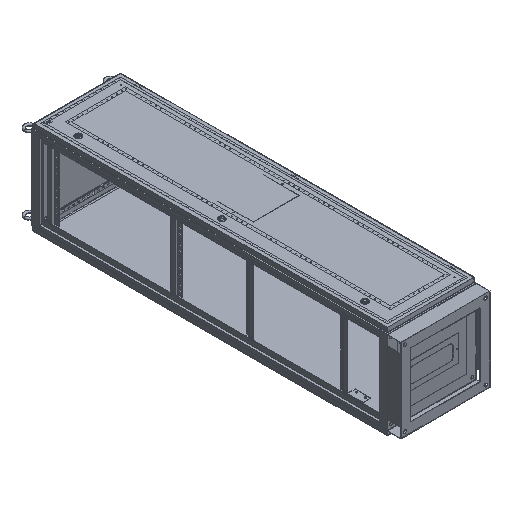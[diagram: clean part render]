
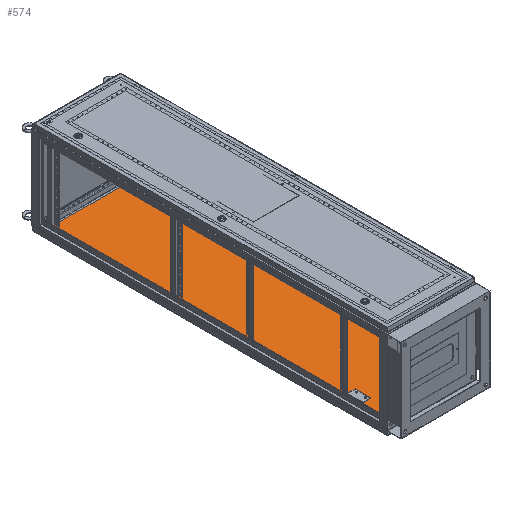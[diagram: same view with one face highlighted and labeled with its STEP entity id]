
A CAD part, isometric view. The second image highlights one B-rep face of the part: STEP entity #574.
In plain terms, the highlighted face is planar.
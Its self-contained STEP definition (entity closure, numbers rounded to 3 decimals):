
#574 = ADVANCED_FACE ( 'NONE', ( #58638, #11798 ), #54080, .F. ) ;
#2049 = VERTEX_POINT ( 'NONE', #53172 ) ;
#3810 = DIRECTION ( 'NONE',  ( 0., -1., 0. ) ) ;
#3957 = CARTESIAN_POINT ( 'NONE',  ( 0.5, -798., -1.5 ) ) ;
#4750 = CARTESIAN_POINT ( 'NONE',  ( -191., 433., -1.5 ) ) ;
#5093 = EDGE_CURVE ( 'NONE', #40171, #78070, #73302, .T. ) ;
#6134 = VERTEX_POINT ( 'NONE', #7557 ) ;
#7557 = CARTESIAN_POINT ( 'NONE',  ( -191., 866., -1.5 ) ) ;
#8038 = CARTESIAN_POINT ( 'NONE',  ( -0.5, -798., -1.5 ) ) ;
#9725 = ORIENTED_EDGE ( 'NONE', *, *, #73650, .T. ) ;
#11677 = CARTESIAN_POINT ( 'NONE',  ( 0.5, -858., -1.5 ) ) ;
#11798 = FACE_BOUND ( 'NONE', #61301, .T. ) ;
#12462 = VECTOR ( 'NONE', #17952, 1000. ) ;
#12636 = CARTESIAN_POINT ( 'NONE',  ( -191., -433., -1.5 ) ) ;
#14492 = AXIS2_PLACEMENT_3D ( 'NONE', #78225, #60182, #23673 ) ;
#15402 = DIRECTION ( 'NONE',  ( 0., -1., 0. ) ) ;
#16362 = LINE ( 'NONE', #3957, #48845 ) ;
#17952 = DIRECTION ( 'NONE',  ( 1., 0., 0. ) ) ;
#19156 = ORIENTED_EDGE ( 'NONE', *, *, #64134, .T. ) ;
#23673 = DIRECTION ( 'NONE',  ( 1., 0., 0. ) ) ;
#24134 = CARTESIAN_POINT ( 'NONE',  ( 0., 866., -1.5 ) ) ;
#24301 = VERTEX_POINT ( 'NONE', #66246 ) ;
#25792 = CARTESIAN_POINT ( 'NONE',  ( -0.5, -858., -1.5 ) ) ;
#27002 = VECTOR ( 'NONE', #3810, 1000. ) ;
#28280 = DIRECTION ( 'NONE',  ( -1., 0., 0. ) ) ;
#28576 = VERTEX_POINT ( 'NONE', #46742 ) ;
#29609 = VECTOR ( 'NONE', #59493, 1000. ) ;
#30163 = DIRECTION ( 'NONE',  ( -1., 0., 0. ) ) ;
#31213 = ORIENTED_EDGE ( 'NONE', *, *, #74148, .T. ) ;
#31954 = ORIENTED_EDGE ( 'NONE', *, *, #5093, .F. ) ;
#32616 = LINE ( 'NONE', #51975, #63122 ) ;
#34334 = EDGE_CURVE ( 'NONE', #24301, #37090, #73732, .T. ) ;
#34415 = ORIENTED_EDGE ( 'NONE', *, *, #38892, .F. ) ;
#37090 = VERTEX_POINT ( 'NONE', #38382 ) ;
#37239 = DIRECTION ( 'NONE',  ( 0., 1., 0. ) ) ;
#37442 = DIRECTION ( 'NONE',  ( 0., -1., 0. ) ) ;
#38382 = CARTESIAN_POINT ( 'NONE',  ( 191., -866., -1.5 ) ) ;
#38892 = EDGE_CURVE ( 'NONE', #2049, #40171, #45113, .T. ) ;
#39062 = VECTOR ( 'NONE', #30163, 1000. ) ;
#40171 = VERTEX_POINT ( 'NONE', #54367 ) ;
#41885 = CARTESIAN_POINT ( 'NONE',  ( -191., -866., -1.5 ) ) ;
#41959 = VERTEX_POINT ( 'NONE', #41885 ) ;
#45113 = LINE ( 'NONE', #59884, #27002 ) ;
#46495 = ORIENTED_EDGE ( 'NONE', *, *, #34334, .T. ) ;
#46707 = DIRECTION ( 'NONE',  ( -1., 0., 0. ) ) ;
#46742 = CARTESIAN_POINT ( 'NONE',  ( -191., 0., -1.5 ) ) ;
#47731 = LINE ( 'NONE', #4750, #29609 ) ;
#48845 = VECTOR ( 'NONE', #46707, 1000. ) ;
#50466 = EDGE_CURVE ( 'NONE', #37090, #41959, #71025, .T. ) ;
#51975 = CARTESIAN_POINT ( 'NONE',  ( -0.5, -858., -1.5 ) ) ;
#52694 = ORIENTED_EDGE ( 'NONE', *, *, #53193, .T. ) ;
#53172 = CARTESIAN_POINT ( 'NONE',  ( 0.5, -798., -1.5 ) ) ;
#53193 = EDGE_CURVE ( 'NONE', #2049, #70377, #16362, .T. ) ;
#54080 = PLANE ( 'NONE',  #14492 ) ;
#54367 = CARTESIAN_POINT ( 'NONE',  ( 0.5, -858., -1.5 ) ) ;
#54877 = VECTOR ( 'NONE', #28280, 1000. ) ;
#57592 = VECTOR ( 'NONE', #37442, 1000. ) ;
#58638 = FACE_OUTER_BOUND ( 'NONE', #72684, .T. ) ;
#59493 = DIRECTION ( 'NONE',  ( 0., 1., 0. ) ) ;
#59884 = CARTESIAN_POINT ( 'NONE',  ( 0.5, -858., -1.5 ) ) ;
#60182 = DIRECTION ( 'NONE',  ( 0., 0., 1. ) ) ;
#61301 = EDGE_LOOP ( 'NONE', ( #34415, #52694, #19156, #31954 ) ) ;
#63122 = VECTOR ( 'NONE', #15402, 1000. ) ;
#64134 = EDGE_CURVE ( 'NONE', #70377, #78070, #32616, .T. ) ;
#64486 = EDGE_CURVE ( 'NONE', #41959, #28576, #66814, .T. ) ;
#66246 = CARTESIAN_POINT ( 'NONE',  ( 191., 866., -1.5 ) ) ;
#66814 = LINE ( 'NONE', #12636, #79171 ) ;
#67774 = CARTESIAN_POINT ( 'NONE',  ( 191., 0., -1.5 ) ) ;
#69377 = ORIENTED_EDGE ( 'NONE', *, *, #50466, .T. ) ;
#70377 = VERTEX_POINT ( 'NONE', #8038 ) ;
#71025 = LINE ( 'NONE', #76728, #54877 ) ;
#72684 = EDGE_LOOP ( 'NONE', ( #78721, #31213, #9725, #46495, #69377 ) ) ;
#73302 = LINE ( 'NONE', #11677, #39062 ) ;
#73537 = LINE ( 'NONE', #24134, #12462 ) ;
#73650 = EDGE_CURVE ( 'NONE', #6134, #24301, #73537, .T. ) ;
#73732 = LINE ( 'NONE', #67774, #57592 ) ;
#74148 = EDGE_CURVE ( 'NONE', #28576, #6134, #47731, .T. ) ;
#76728 = CARTESIAN_POINT ( 'NONE',  ( 0., -866., -1.5 ) ) ;
#78070 = VERTEX_POINT ( 'NONE', #25792 ) ;
#78225 = CARTESIAN_POINT ( 'NONE',  ( 0., 0., -1.5 ) ) ;
#78721 = ORIENTED_EDGE ( 'NONE', *, *, #64486, .T. ) ;
#79171 = VECTOR ( 'NONE', #37239, 1000. ) ;
